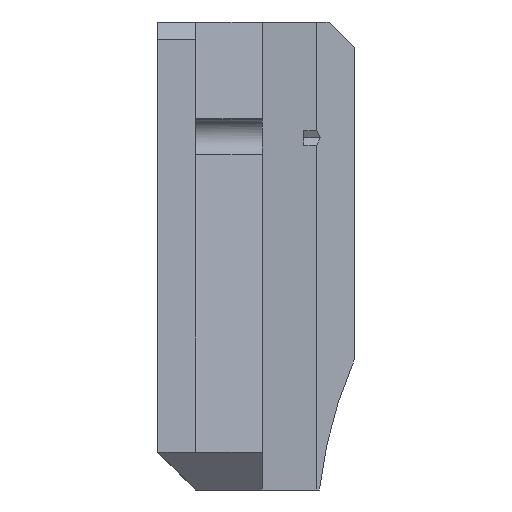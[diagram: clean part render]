
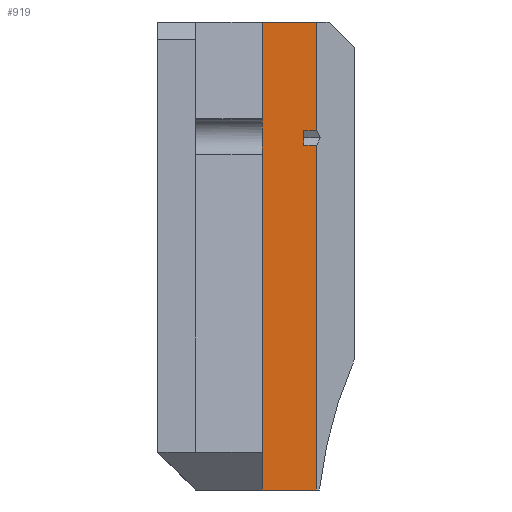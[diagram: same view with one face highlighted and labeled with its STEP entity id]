
A CAD part, left-side view. The second image highlights one B-rep face of the part: STEP entity #919.
In plain terms, the highlighted planar face has unit normal (-1, 0, 0).
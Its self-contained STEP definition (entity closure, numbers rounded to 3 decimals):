
#77=FACE_OUTER_BOUND('',#131,.T.);
#131=EDGE_LOOP('',(#813,#814,#815,#816,#817,#818,#819,#820));
#163=LINE('',#1276,#267);
#178=LINE('',#1316,#282);
#182=LINE('',#1325,#286);
#185=LINE('',#1329,#289);
#194=LINE('',#1349,#298);
#199=LINE('',#1360,#303);
#234=LINE('',#1452,#338);
#260=LINE('',#1506,#364);
#267=VECTOR('',#1022,10.);
#282=VECTOR('',#1053,10.);
#286=VECTOR('',#1059,10.);
#289=VECTOR('',#1064,10.);
#298=VECTOR('',#1081,10.);
#303=VECTOR('',#1088,10.);
#338=VECTOR('',#1177,10.);
#364=VECTOR('',#1227,10.);
#366=VERTEX_POINT('',#1263);
#372=VERTEX_POINT('',#1274);
#388=VERTEX_POINT('',#1314);
#389=VERTEX_POINT('',#1315);
#392=VERTEX_POINT('',#1323);
#393=VERTEX_POINT('',#1324);
#400=VERTEX_POINT('',#1348);
#405=VERTEX_POINT('',#1358);
#458=EDGE_CURVE('',#372,#366,#163,.T.);
#476=EDGE_CURVE('',#388,#389,#178,.T.);
#480=EDGE_CURVE('',#392,#393,#182,.T.);
#483=EDGE_CURVE('',#393,#388,#185,.T.);
#492=EDGE_CURVE('',#392,#400,#194,.T.);
#498=EDGE_CURVE('',#405,#389,#199,.T.);
#546=EDGE_CURVE('',#366,#405,#234,.T.);
#575=EDGE_CURVE('',#372,#400,#260,.T.);
#813=ORIENTED_EDGE('',*,*,#476,.T.);
#814=ORIENTED_EDGE('',*,*,#498,.F.);
#815=ORIENTED_EDGE('',*,*,#546,.F.);
#816=ORIENTED_EDGE('',*,*,#458,.F.);
#817=ORIENTED_EDGE('',*,*,#575,.T.);
#818=ORIENTED_EDGE('',*,*,#492,.F.);
#819=ORIENTED_EDGE('',*,*,#480,.T.);
#820=ORIENTED_EDGE('',*,*,#483,.T.);
#875=PLANE('',#1004);
#919=ADVANCED_FACE('',(#77),#875,.T.);
#1004=AXIS2_PLACEMENT_3D('',#1517,#1247,#1248);
#1022=DIRECTION('',(0.,0.,1.));
#1053=DIRECTION('',(0.,-1.,0.));
#1059=DIRECTION('',(0.,1.,0.));
#1064=DIRECTION('',(0.,0.,1.));
#1081=DIRECTION('',(0.,0.,-1.));
#1088=DIRECTION('',(0.,0.,-1.));
#1177=DIRECTION('',(0.,-1.,0.));
#1227=DIRECTION('',(0.,-1.,0.));
#1247=DIRECTION('center_axis',(-1.,0.,0.));
#1248=DIRECTION('ref_axis',(0.,0.,-1.));
#1263=CARTESIAN_POINT('',(-36.,42.25,105.877));
#1274=CARTESIAN_POINT('',(-36.,42.25,69.087));
#1276=CARTESIAN_POINT('',(-36.,42.25,97.09));
#1314=CARTESIAN_POINT('',(-36.,39.,97.325));
#1315=CARTESIAN_POINT('',(-36.,38.,97.325));
#1316=CARTESIAN_POINT('',(-36.,39.625,97.325));
#1323=CARTESIAN_POINT('',(-36.,38.,96.202));
#1324=CARTESIAN_POINT('',(-36.,39.,96.202));
#1325=CARTESIAN_POINT('',(-36.,39.625,96.202));
#1329=CARTESIAN_POINT('',(-36.,39.,101.321));
#1348=CARTESIAN_POINT('',(-36.,38.,69.087));
#1349=CARTESIAN_POINT('',(-36.,38.,96.68));
#1358=CARTESIAN_POINT('',(-36.,38.,105.877));
#1360=CARTESIAN_POINT('',(-36.,38.,96.68));
#1452=CARTESIAN_POINT('',(-36.,42.25,105.877));
#1506=CARTESIAN_POINT('',(-36.,42.25,69.087));
#1517=CARTESIAN_POINT('Origin',(-36.,42.25,105.877));
